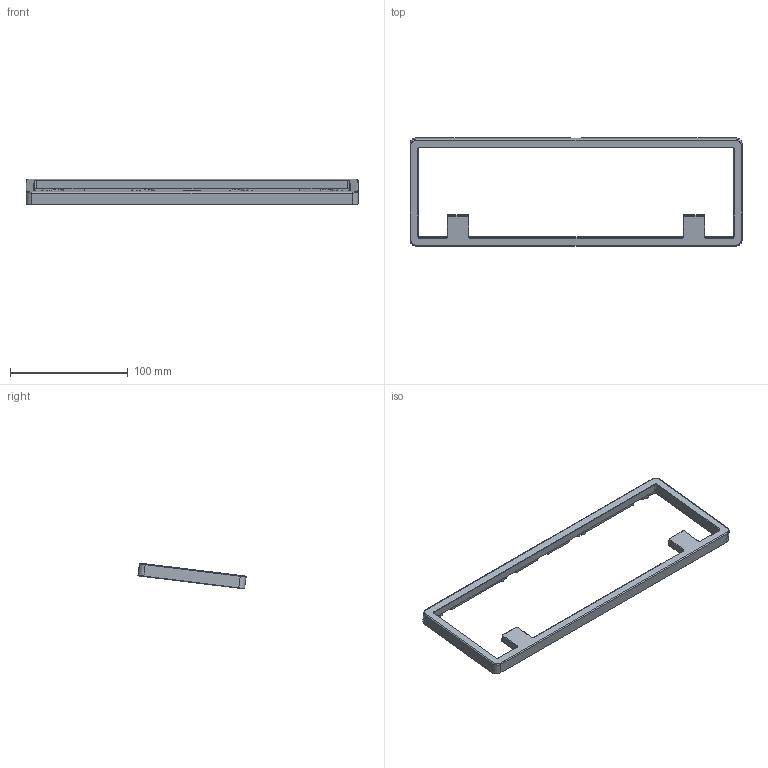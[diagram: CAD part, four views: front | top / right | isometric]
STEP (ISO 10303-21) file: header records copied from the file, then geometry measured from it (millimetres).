
FILE_DESCRIPTION(/* description */ (''),/* implementation_level */ '2;1');
FILE_NAME(/* name */ 'Bobcat - Top_WKL.step',/* time_stamp */ '2025-04-12T18:10:17+08:00',/* author */ (''),/* organization */ (''),/* preprocessor_version */ 'ST-DEVELOPER v20.1',/* originating_system */ 'Autodesk Translation Framework v14.4.0.0',/* authorisation */ '');
FILE_SCHEMA (('AUTOMOTIVE_DESIGN { 1 0 10303 214 3 1 1 }'));
Length unit declared in the file: millimetre
Products named in the file (3): Bobcat; Bobcat WKL Top; Top
Assembly tree (2 placements, depth 3):
  Bobcat
    Bobcat WKL Top
      Top
Bounding box: 281.65 x 91.67 x 21.79 mm (x, y, z)
Volume: 55442.4 mm3; surface area: 27972.3 mm2
Topology: 1 solids, 1 shells, 257 faces, 644 edges, 414 vertices
Faces by surface type: plane 121, cylinder 110, cone 22, torus 4
Full cylindrical faces by diameter (mm): 1.623 x6, 2.075 x8, 3 x8, 3.1 x4
Entity records: 7804 total; most frequent: DIRECTION 1423, CARTESIAN_POINT 1334, ORIENTED_EDGE 1288, EDGE_CURVE 644, AXIS2_PLACEMENT_3D 521, VERTEX_POINT 414, LINE 381, VECTOR 381
